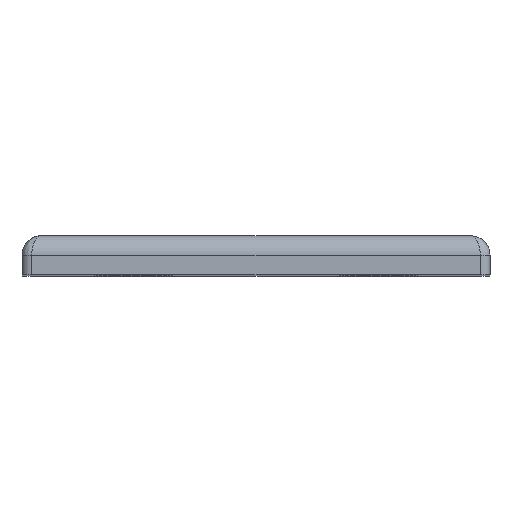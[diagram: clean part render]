
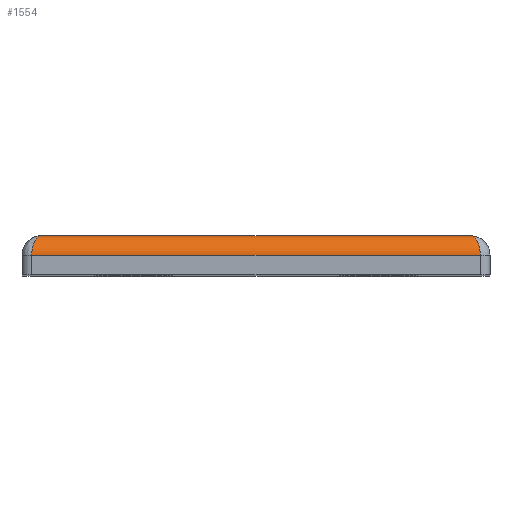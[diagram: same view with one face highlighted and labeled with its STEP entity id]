
A CAD part, top view. The second image highlights one B-rep face of the part: STEP entity #1554.
In plain terms, the highlighted cylindrical face has radius 2 mm (diameter 4 mm), a partial arc.
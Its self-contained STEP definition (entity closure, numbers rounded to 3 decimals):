
#21 = CARTESIAN_POINT ( 'NONE',  ( -24., 2., 47. ) ) ;
#63 = ORIENTED_EDGE ( 'NONE', *, *, #1968, .T. ) ;
#134 = CARTESIAN_POINT ( 'NONE',  ( -22.586, 4., 48.172 ) ) ;
#182 = CARTESIAN_POINT ( 'NONE',  ( -23., 2., 49. ) ) ;
#201 = CARTESIAN_POINT ( 'NONE',  ( 22., 4., 47. ) ) ;
#217 =( BOUNDED_CURVE ( )  B_SPLINE_CURVE ( 3, ( #1544, #134, #1010, #182 ),
 .UNSPECIFIED., .F., .T. ) 
 B_SPLINE_CURVE_WITH_KNOTS ( ( 4, 4 ),
 ( 4.712, 6.283 ),
 .UNSPECIFIED. ) 
 CURVE ( )  GEOMETRIC_REPRESENTATION_ITEM ( )  RATIONAL_B_SPLINE_CURVE ( ( 1., 0.805, 0.805, 1. ) ) 
 REPRESENTATION_ITEM ( '' )  );
#238 = CARTESIAN_POINT ( 'NONE',  ( -23., 2., 49. ) ) ;
#261 = LINE ( 'NONE', #238, #871 ) ;
#272 = DIRECTION ( 'NONE',  ( -1., 0., 0. ) ) ;
#402 = EDGE_CURVE ( 'NONE', #2001, #658, #851, .T. ) ;
#405 = EDGE_CURVE ( 'NONE', #658, #589, #261, .T. ) ;
#457 = DIRECTION ( 'NONE',  ( 0., 0., 1. ) ) ;
#574 = CARTESIAN_POINT ( 'NONE',  ( 22., 4., 47. ) ) ;
#580 = AXIS2_PLACEMENT_3D ( 'NONE', #21, #776, #457 ) ;
#589 = VERTEX_POINT ( 'NONE', #676 ) ;
#598 = ORIENTED_EDGE ( 'NONE', *, *, #737, .F. ) ;
#658 = VERTEX_POINT ( 'NONE', #1974 ) ;
#676 = CARTESIAN_POINT ( 'NONE',  ( -23., 2., 49. ) ) ;
#737 = EDGE_CURVE ( 'NONE', #1235, #2001, #1555, .T. ) ;
#776 = DIRECTION ( 'NONE',  ( -1., 0., 0. ) ) ;
#787 = FACE_OUTER_BOUND ( 'NONE', #1885, .T. ) ;
#795 = CYLINDRICAL_SURFACE ( 'NONE', #580, 2. ) ;
#851 =( BOUNDED_CURVE ( )  B_SPLINE_CURVE ( 3, ( #574, #1202, #1680, #1670 ),
 .UNSPECIFIED., .F., .F. ) 
 B_SPLINE_CURVE_WITH_KNOTS ( ( 4, 4 ),
 ( 4.712, 6.283 ),
 .UNSPECIFIED. ) 
 CURVE ( )  GEOMETRIC_REPRESENTATION_ITEM ( )  RATIONAL_B_SPLINE_CURVE ( ( 1., 0.805, 0.805, 1. ) ) 
 REPRESENTATION_ITEM ( '' )  );
#871 = VECTOR ( 'NONE', #272, 1000. ) ;
#1010 = CARTESIAN_POINT ( 'NONE',  ( -23., 3.172, 49. ) ) ;
#1202 = CARTESIAN_POINT ( 'NONE',  ( 22.586, 4., 48.172 ) ) ;
#1235 = VERTEX_POINT ( 'NONE', #1719 ) ;
#1246 = ORIENTED_EDGE ( 'NONE', *, *, #402, .F. ) ;
#1394 = ORIENTED_EDGE ( 'NONE', *, *, #405, .F. ) ;
#1414 = CARTESIAN_POINT ( 'NONE',  ( 23., 4., 47. ) ) ;
#1424 = DIRECTION ( 'NONE',  ( 1., 0., 0. ) ) ;
#1544 = CARTESIAN_POINT ( 'NONE',  ( -22., 4., 47. ) ) ;
#1554 = ADVANCED_FACE ( 'NONE', ( #787 ), #795, .T. ) ;
#1555 = LINE ( 'NONE', #1414, #1845 ) ;
#1670 = CARTESIAN_POINT ( 'NONE',  ( 23., 2., 49. ) ) ;
#1680 = CARTESIAN_POINT ( 'NONE',  ( 23., 3.172, 49. ) ) ;
#1719 = CARTESIAN_POINT ( 'NONE',  ( -22., 4., 47. ) ) ;
#1845 = VECTOR ( 'NONE', #1424, 1000. ) ;
#1885 = EDGE_LOOP ( 'NONE', ( #63, #1394, #1246, #598 ) ) ;
#1968 = EDGE_CURVE ( 'NONE', #1235, #589, #217, .T. ) ;
#1974 = CARTESIAN_POINT ( 'NONE',  ( 23., 2., 49. ) ) ;
#2001 = VERTEX_POINT ( 'NONE', #201 ) ;
